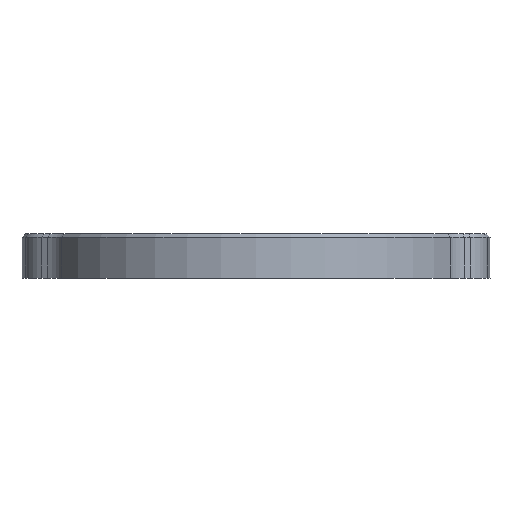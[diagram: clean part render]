
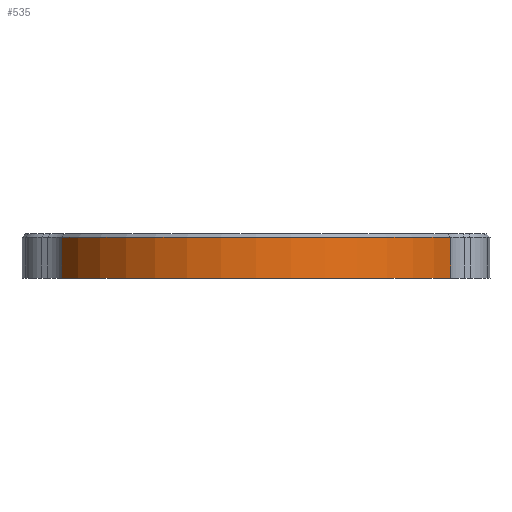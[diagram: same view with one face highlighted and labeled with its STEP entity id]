
A CAD part, front view. The second image highlights one B-rep face of the part: STEP entity #535.
In plain terms, the highlighted cylindrical face has radius 28.575 mm (diameter 57.15 mm), a partial arc.
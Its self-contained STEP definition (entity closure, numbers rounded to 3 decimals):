
#32 = DIRECTION ( 'NONE',  ( 0., 0., -1. ) ) ;
#71 = EDGE_CURVE ( 'NONE', #256, #893, #398, .T. ) ;
#105 = CARTESIAN_POINT ( 'NONE',  ( -26.219, -11.363, 5.5 ) ) ;
#138 = CYLINDRICAL_SURFACE ( 'NONE', #391, 28.575 ) ;
#141 = AXIS2_PLACEMENT_3D ( 'NONE', #175, #142, #1470 ) ;
#142 = DIRECTION ( 'NONE',  ( 0., 0., 1. ) ) ;
#148 = DIRECTION ( 'NONE',  ( -1., 0., 0. ) ) ;
#175 = CARTESIAN_POINT ( 'NONE',  ( 0., 0., 0. ) ) ;
#256 = VERTEX_POINT ( 'NONE', #916 ) ;
#331 = VERTEX_POINT ( 'NONE', #105 ) ;
#391 = AXIS2_PLACEMENT_3D ( 'NONE', #631, #32, #148 ) ;
#398 = CIRCLE ( 'NONE', #141, 28.575 ) ;
#406 = EDGE_CURVE ( 'NONE', #893, #877, #686, .T. ) ;
#478 = CARTESIAN_POINT ( 'NONE',  ( 26.219, -11.363, 5.5 ) ) ;
#535 = ADVANCED_FACE ( 'NONE', ( #1501 ), #138, .T. ) ;
#544 = DIRECTION ( 'NONE',  ( 0., 0., -1. ) ) ;
#631 = CARTESIAN_POINT ( 'NONE',  ( 0., 0., 6. ) ) ;
#645 = CARTESIAN_POINT ( 'NONE',  ( -26.219, -11.363, 6. ) ) ;
#686 = LINE ( 'NONE', #844, #1283 ) ;
#735 = ORIENTED_EDGE ( 'NONE', *, *, #1200, .T. ) ;
#797 = DIRECTION ( 'NONE',  ( -1., 0., 0. ) ) ;
#822 = EDGE_CURVE ( 'NONE', #877, #331, #1298, .T. ) ;
#844 = CARTESIAN_POINT ( 'NONE',  ( 26.219, -11.363, 6. ) ) ;
#877 = VERTEX_POINT ( 'NONE', #478 ) ;
#891 = ORIENTED_EDGE ( 'NONE', *, *, #406, .T. ) ;
#893 = VERTEX_POINT ( 'NONE', #1048 ) ;
#902 = CARTESIAN_POINT ( 'NONE',  ( 0., 0., 5.5 ) ) ;
#916 = CARTESIAN_POINT ( 'NONE',  ( -26.219, -11.363, 0. ) ) ;
#1014 = ORIENTED_EDGE ( 'NONE', *, *, #822, .T. ) ;
#1048 = CARTESIAN_POINT ( 'NONE',  ( 26.219, -11.363, 0. ) ) ;
#1057 = DIRECTION ( 'NONE',  ( 0., 0., 1. ) ) ;
#1112 = AXIS2_PLACEMENT_3D ( 'NONE', #902, #1481, #797 ) ;
#1176 = ORIENTED_EDGE ( 'NONE', *, *, #71, .T. ) ;
#1200 = EDGE_CURVE ( 'NONE', #331, #256, #1333, .T. ) ;
#1281 = VECTOR ( 'NONE', #544, 1000. ) ;
#1283 = VECTOR ( 'NONE', #1057, 1000. ) ;
#1298 = CIRCLE ( 'NONE', #1112, 28.575 ) ;
#1333 = LINE ( 'NONE', #645, #1281 ) ;
#1463 = EDGE_LOOP ( 'NONE', ( #891, #1014, #735, #1176 ) ) ;
#1470 = DIRECTION ( 'NONE',  ( 1., 0., 0. ) ) ;
#1481 = DIRECTION ( 'NONE',  ( 0., 0., -1. ) ) ;
#1501 = FACE_OUTER_BOUND ( 'NONE', #1463, .T. ) ;
